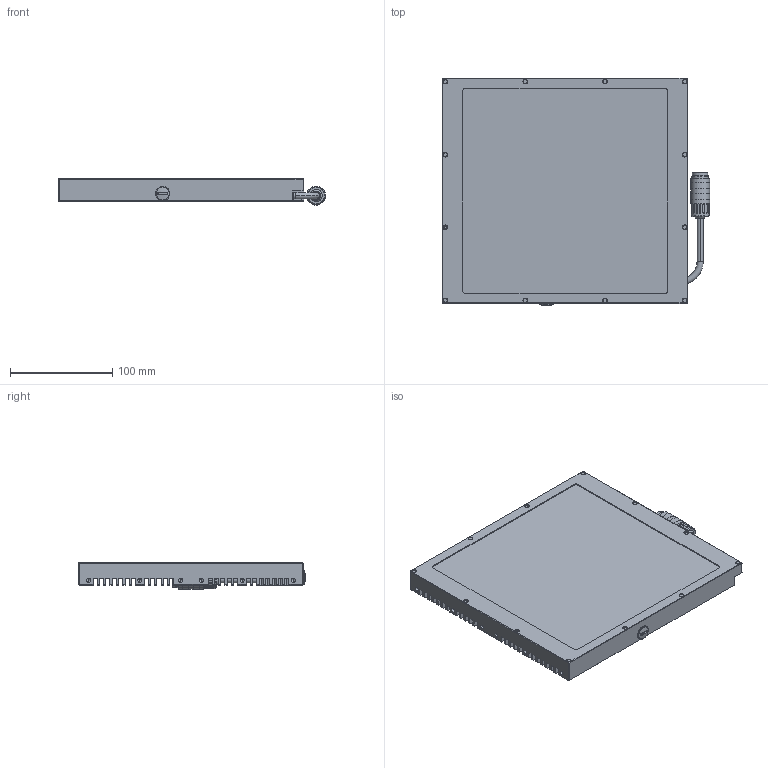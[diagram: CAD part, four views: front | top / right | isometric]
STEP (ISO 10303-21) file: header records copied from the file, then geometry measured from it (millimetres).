
FILE_DESCRIPTION (( 'STEP AP214' ), '1' );
FILE_NAME ('6GF35008DF301DA0_001_STEP.STEP', '2021-01-13T09:36:46', ( '' ), ( '' ), 'SwSTEP 2.0', 'SolidWorks 2019', '' );
FILE_SCHEMA (( 'AUTOMOTIVE_DESIGN' ));
Length unit declared in the file: millimetre
Products named in the file (4): LG2020-V02; LG2020-V02_MO; LG2020-V02_MO_4_Normal; 6GF35008DF301DA0_001_STEP
Assembly tree (3 placements, depth 2):
  6GF35008DF301DA0_001_STEP
    LG2020-V02_MO
    LG2020-V02
    LG2020-V02_MO_4_Normal
Bounding box: 261.3 x 221.97 x 25.8 mm (x, y, z)
Volume: 11853.6 mm3; surface area: 201252.4 mm2
Topology: 2 solids, 4 shells, 630 faces, 1662 edges, 1037 vertices
Faces by surface type: plane 318, cylinder 185, cone 105, bspline 20, torus 2
Entity records: 20076 total; most frequent: CARTESIAN_POINT 3833, DIRECTION 3276, ORIENTED_EDGE 3158, EDGE_CURVE 1580, AXIS2_PLACEMENT_3D 1106, VECTOR 1064, LINE 1064, VERTEX_POINT 1037
